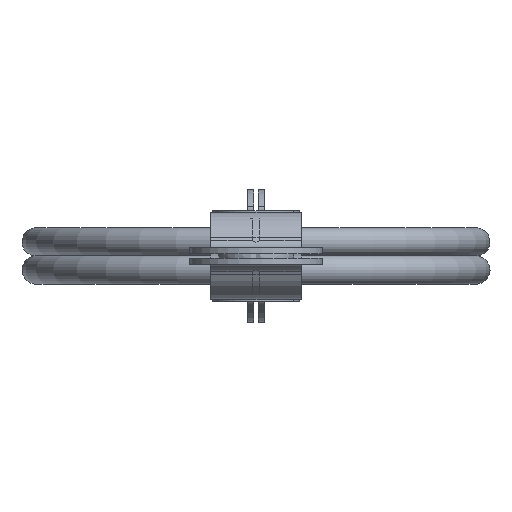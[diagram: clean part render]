
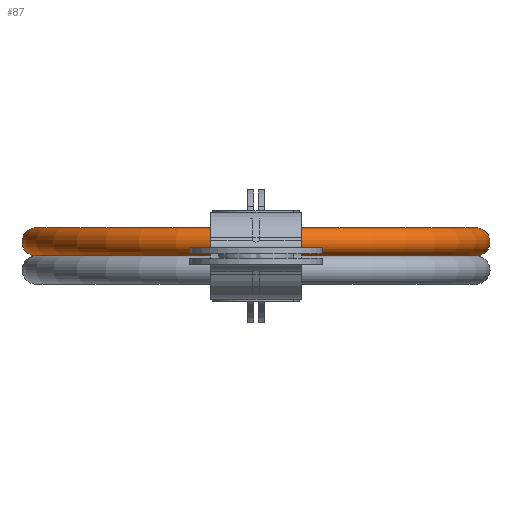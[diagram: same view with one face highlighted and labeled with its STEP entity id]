
A CAD part, left-side view. The second image highlights one B-rep face of the part: STEP entity #87.
In plain terms, the highlighted toroidal (fillet/blend) face has major radius 13.15 mm and minor radius 0.85 mm.
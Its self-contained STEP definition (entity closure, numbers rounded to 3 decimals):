
#87 = ADVANCED_FACE( '', ( #222, #223, #224, #225, #226 ), #227, .T. );
#222 = FACE_BOUND( '', #431, .T. );
#223 = FACE_OUTER_BOUND( '', #432, .T. );
#224 = FACE_BOUND( '', #433, .T. );
#225 = FACE_OUTER_BOUND( '', #434, .T. );
#226 = FACE_BOUND( '', #435, .T. );
#227 = TOROIDAL_SURFACE( '', #436, 13.15, 0.85 );
#431 = VERTEX_LOOP( '', #654 );
#432 = EDGE_LOOP( '', ( #655 ) );
#433 = EDGE_LOOP( '', ( #656, #657, #658, #659 ) );
#434 = EDGE_LOOP( '', ( #660 ) );
#435 = EDGE_LOOP( '', ( #661, #662, #663, #664 ) );
#436 = AXIS2_PLACEMENT_3D( '', #665, #666, #667 );
#654 = VERTEX_POINT( '', #1193 );
#655 = ORIENTED_EDGE( '', *, *, #1194, .T. );
#656 = ORIENTED_EDGE( '', *, *, #1180, .F. );
#657 = ORIENTED_EDGE( '', *, *, #1195, .T. );
#658 = ORIENTED_EDGE( '', *, *, #1196, .F. );
#659 = ORIENTED_EDGE( '', *, *, #1197, .T. );
#660 = ORIENTED_EDGE( '', *, *, #1198, .F. );
#661 = ORIENTED_EDGE( '', *, *, #1199, .F. );
#662 = ORIENTED_EDGE( '', *, *, #1200, .T. );
#663 = ORIENTED_EDGE( '', *, *, #1201, .F. );
#664 = ORIENTED_EDGE( '', *, *, #1202, .T. );
#665 = CARTESIAN_POINT( '', ( 334.8, 0., 0.84 ) );
#666 = DIRECTION( '', ( 0., 0., -1. ) );
#667 = DIRECTION( '', ( -1., 0., 0. ) );
#1180 = EDGE_CURVE( '', #1407, #1403, #1409, .T. );
#1193 = CARTESIAN_POINT( '', ( 320.8, 0., 0.84 ) );
#1194 = EDGE_CURVE( '', #1432, #1432, #1433, .T. );
#1195 = EDGE_CURVE( '', #1407, #1434, #1435, .T. );
#1196 = EDGE_CURVE( '', #1436, #1434, #1437, .T. );
#1197 = EDGE_CURVE( '', #1436, #1403, #1438, .T. );
#1198 = EDGE_CURVE( '', #1439, #1439, #1440, .T. );
#1199 = EDGE_CURVE( '', #1441, #1442, #1443, .T. );
#1200 = EDGE_CURVE( '', #1441, #1444, #1445, .T. );
#1201 = EDGE_CURVE( '', #1446, #1444, #1447, .T. );
#1202 = EDGE_CURVE( '', #1446, #1442, #1448, .T. );
#1403 = VERTEX_POINT( '', #1726 );
#1407 = VERTEX_POINT( '', #1739 );
#1409 = B_SPLINE_CURVE_WITH_KNOTS( '', 3, ( #1741, #1742, #1743, #1744, #1745, #1746, #1747, #1748, #1749, #1750 ), .UNSPECIFIED., .F., .F., ( 4, 2, 2, 2, 4 ), ( 0.002, 0.003, 0.003, 0.003, 0.004 ), .UNSPECIFIED. );
#1432 = VERTEX_POINT( '', #1778 );
#1433 = CIRCLE( '', #1779, 13.02 );
#1434 = VERTEX_POINT( '', #1780 );
#1435 = B_SPLINE_CURVE_WITH_KNOTS( '', 3, ( #1781, #1782, #1783, #1784 ), .UNSPECIFIED., .F., .F., ( 4, 4 ), ( 0., 0. ), .UNSPECIFIED. );
#1436 = VERTEX_POINT( '', #1785 );
#1437 = B_SPLINE_CURVE_WITH_KNOTS( '', 3, ( #1786, #1787, #1788, #1789, #1790, #1791, #1792, #1793, #1794, #1795 ), .UNSPECIFIED., .F., .F., ( 4, 2, 2, 2, 4 ), ( 0.002, 0.002, 0.002, 0.003, 0.003 ), .UNSPECIFIED. );
#1438 = B_SPLINE_CURVE_WITH_KNOTS( '', 3, ( #1796, #1797, #1798, #1799 ), .UNSPECIFIED., .F., .F., ( 4, 4 ), ( 0., 0. ), .UNSPECIFIED. );
#1439 = VERTEX_POINT( '', #1800 );
#1440 = CIRCLE( '', #1801, 13.28 );
#1441 = VERTEX_POINT( '', #1802 );
#1442 = VERTEX_POINT( '', #1803 );
#1443 = B_SPLINE_CURVE_WITH_KNOTS( '', 3, ( #1804, #1805, #1806, #1807, #1808, #1809, #1810, #1811, #1812, #1813 ), .UNSPECIFIED., .F., .F., ( 4, 2, 2, 2, 4 ), ( 0.002, 0.003, 0.003, 0.003, 0.004 ), .UNSPECIFIED. );
#1444 = VERTEX_POINT( '', #1814 );
#1445 = B_SPLINE_CURVE_WITH_KNOTS( '', 3, ( #1815, #1816, #1817, #1818 ), .UNSPECIFIED., .F., .F., ( 4, 4 ), ( 0., 0. ), .UNSPECIFIED. );
#1446 = VERTEX_POINT( '', #1819 );
#1447 = B_SPLINE_CURVE_WITH_KNOTS( '', 3, ( #1820, #1821, #1822, #1823, #1824, #1825, #1826, #1827, #1828, #1829 ), .UNSPECIFIED., .F., .F., ( 4, 2, 2, 2, 4 ), ( 0.002, 0.002, 0.002, 0.003, 0.003 ), .UNSPECIFIED. );
#1448 = B_SPLINE_CURVE_WITH_KNOTS( '', 3, ( #1830, #1831, #1832, #1833 ), .UNSPECIFIED., .F., .F., ( 4, 4 ), ( 0., 0. ), .UNSPECIFIED. );
#1726 = CARTESIAN_POINT( '', ( 322.446, -0.5, 0.516 ) );
#1739 = CARTESIAN_POINT( '', ( 321.865, -0.5, 1.665 ) );
#1741 = CARTESIAN_POINT( '', ( 321.865, -0.5, 1.665 ) );
#1742 = CARTESIAN_POINT( '', ( 321.983, -0.5, 1.636 ) );
#1743 = CARTESIAN_POINT( '', ( 322.094, -0.5, 1.581 ) );
#1744 = CARTESIAN_POINT( '', ( 322.285, -0.5, 1.429 ) );
#1745 = CARTESIAN_POINT( '', ( 322.364, -0.5, 1.332 ) );
#1746 = CARTESIAN_POINT( '', ( 322.474, -0.5, 1.114 ) );
#1747 = CARTESIAN_POINT( '', ( 322.505, -0.5, 0.994 ) );
#1748 = CARTESIAN_POINT( '', ( 322.514, -0.5, 0.752 ) );
#1749 = CARTESIAN_POINT( '', ( 322.492, -0.5, 0.629 ) );
#1750 = CARTESIAN_POINT( '', ( 322.446, -0.5, 0.516 ) );
#1778 = CARTESIAN_POINT( '', ( 321.78, 0., 0. ) );
#1779 = AXIS2_PLACEMENT_3D( '', #2338, #2339, #2340 );
#1780 = CARTESIAN_POINT( '', ( 321.868, -0.13, 1.662 ) );
#1781 = CARTESIAN_POINT( '', ( 321.865, -0.5, 1.665 ) );
#1782 = CARTESIAN_POINT( '', ( 321.866, -0.377, 1.663 ) );
#1783 = CARTESIAN_POINT( '', ( 321.867, -0.253, 1.662 ) );
#1784 = CARTESIAN_POINT( '', ( 321.868, -0.13, 1.662 ) );
#1785 = CARTESIAN_POINT( '', ( 322.443, -0.13, 0.532 ) );
#1786 = CARTESIAN_POINT( '', ( 322.443, -0.13, 0.532 ) );
#1787 = CARTESIAN_POINT( '', ( 322.486, -0.13, 0.644 ) );
#1788 = CARTESIAN_POINT( '', ( 322.506, -0.13, 0.764 ) );
#1789 = CARTESIAN_POINT( '', ( 322.494, -0.13, 1.002 ) );
#1790 = CARTESIAN_POINT( '', ( 322.462, -0.13, 1.12 ) );
#1791 = CARTESIAN_POINT( '', ( 322.354, -0.13, 1.331 ) );
#1792 = CARTESIAN_POINT( '', ( 322.277, -0.13, 1.426 ) );
#1793 = CARTESIAN_POINT( '', ( 322.092, -0.13, 1.576 ) );
#1794 = CARTESIAN_POINT( '', ( 321.984, -0.13, 1.631 ) );
#1795 = CARTESIAN_POINT( '', ( 321.868, -0.13, 1.662 ) );
#1796 = CARTESIAN_POINT( '', ( 322.443, -0.13, 0.532 ) );
#1797 = CARTESIAN_POINT( '', ( 322.443, -0.253, 0.53 ) );
#1798 = CARTESIAN_POINT( '', ( 322.444, -0.377, 0.524 ) );
#1799 = CARTESIAN_POINT( '', ( 322.446, -0.5, 0.516 ) );
#1800 = CARTESIAN_POINT( '', ( 321.52, 0., 0. ) );
#1801 = AXIS2_PLACEMENT_3D( '', #2341, #2342, #2343 );
#1802 = CARTESIAN_POINT( '', ( 321.868, 0.13, 1.662 ) );
#1803 = CARTESIAN_POINT( '', ( 322.443, 0.13, 0.532 ) );
#1804 = CARTESIAN_POINT( '', ( 321.868, 0.13, 1.662 ) );
#1805 = CARTESIAN_POINT( '', ( 321.983, 0.13, 1.631 ) );
#1806 = CARTESIAN_POINT( '', ( 322.091, 0.13, 1.577 ) );
#1807 = CARTESIAN_POINT( '', ( 322.278, 0.13, 1.426 ) );
#1808 = CARTESIAN_POINT( '', ( 322.354, 0.13, 1.332 ) );
#1809 = CARTESIAN_POINT( '', ( 322.463, 0.13, 1.119 ) );
#1810 = CARTESIAN_POINT( '', ( 322.494, 0.13, 1.001 ) );
#1811 = CARTESIAN_POINT( '', ( 322.506, 0.13, 0.763 ) );
#1812 = CARTESIAN_POINT( '', ( 322.486, 0.13, 0.642 ) );
#1813 = CARTESIAN_POINT( '', ( 322.443, 0.13, 0.532 ) );
#1814 = CARTESIAN_POINT( '', ( 321.865, 0.5, 1.665 ) );
#1815 = CARTESIAN_POINT( '', ( 321.868, 0.13, 1.662 ) );
#1816 = CARTESIAN_POINT( '', ( 321.867, 0.253, 1.662 ) );
#1817 = CARTESIAN_POINT( '', ( 321.866, 0.377, 1.663 ) );
#1818 = CARTESIAN_POINT( '', ( 321.865, 0.5, 1.665 ) );
#1819 = CARTESIAN_POINT( '', ( 322.446, 0.5, 0.516 ) );
#1820 = CARTESIAN_POINT( '', ( 322.446, 0.5, 0.516 ) );
#1821 = CARTESIAN_POINT( '', ( 322.493, 0.5, 0.63 ) );
#1822 = CARTESIAN_POINT( '', ( 322.514, 0.5, 0.752 ) );
#1823 = CARTESIAN_POINT( '', ( 322.505, 0.5, 0.995 ) );
#1824 = CARTESIAN_POINT( '', ( 322.473, 0.5, 1.116 ) );
#1825 = CARTESIAN_POINT( '', ( 322.364, 0.5, 1.332 ) );
#1826 = CARTESIAN_POINT( '', ( 322.285, 0.5, 1.428 ) );
#1827 = CARTESIAN_POINT( '', ( 322.095, 0.5, 1.58 ) );
#1828 = CARTESIAN_POINT( '', ( 321.984, 0.5, 1.635 ) );
#1829 = CARTESIAN_POINT( '', ( 321.865, 0.5, 1.665 ) );
#1830 = CARTESIAN_POINT( '', ( 322.446, 0.5, 0.516 ) );
#1831 = CARTESIAN_POINT( '', ( 322.444, 0.377, 0.524 ) );
#1832 = CARTESIAN_POINT( '', ( 322.443, 0.253, 0.53 ) );
#1833 = CARTESIAN_POINT( '', ( 322.443, 0.13, 0.532 ) );
#2338 = CARTESIAN_POINT( '', ( 334.8, 0., 0. ) );
#2339 = DIRECTION( '', ( 0., 0., -1. ) );
#2340 = DIRECTION( '', ( -1., 0., 0. ) );
#2341 = CARTESIAN_POINT( '', ( 334.8, 0., 0. ) );
#2342 = DIRECTION( '', ( 0., 0., -1. ) );
#2343 = DIRECTION( '', ( -1., 0., 0. ) );
